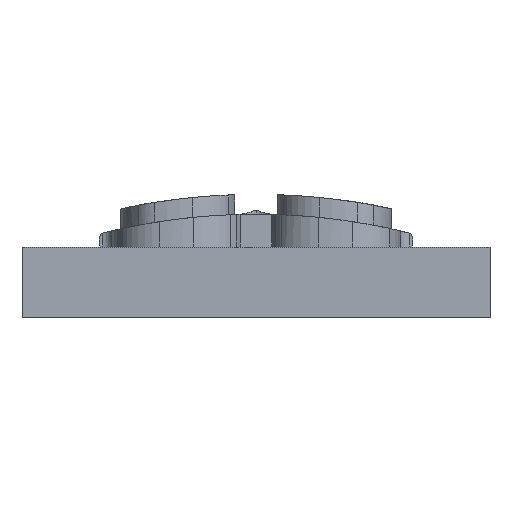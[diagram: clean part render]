
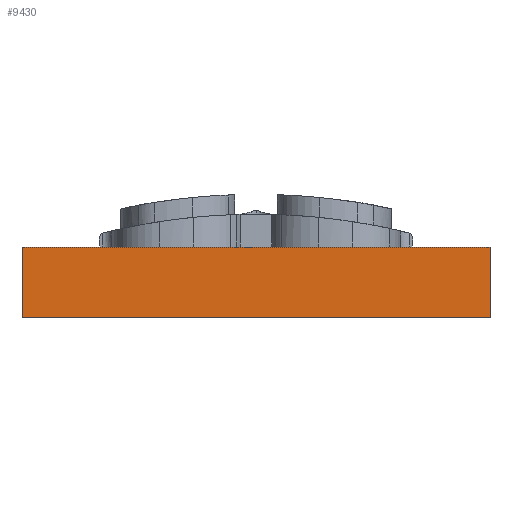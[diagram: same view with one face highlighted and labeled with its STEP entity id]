
A CAD part, front view. The second image highlights one B-rep face of the part: STEP entity #9430.
In plain terms, the highlighted planar face has unit normal (0, -1, 0).
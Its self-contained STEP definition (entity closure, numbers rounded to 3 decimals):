
#739 = EDGE_LOOP ( 'NONE', ( #10276, #13444, #1573, #12369 ) ) ;
#880 = DIRECTION ( 'NONE',  ( 0., 0., 1. ) ) ;
#1255 = CARTESIAN_POINT ( 'NONE',  ( 100., -69.24, -58.012 ) ) ;
#1277 = VERTEX_POINT ( 'NONE', #13573 ) ;
#1573 = ORIENTED_EDGE ( 'NONE', *, *, #8830, .F. ) ;
#1728 = DIRECTION ( 'NONE',  ( 0., 1., 0. ) ) ;
#1801 = CARTESIAN_POINT ( 'NONE',  ( -100., -69.24, -28.012 ) ) ;
#1958 = LINE ( 'NONE', #12944, #2141 ) ;
#2141 = VECTOR ( 'NONE', #3056, 1000. ) ;
#3056 = DIRECTION ( 'NONE',  ( -1., 0., 0. ) ) ;
#4072 = EDGE_CURVE ( 'NONE', #7732, #14005, #8564, .T. ) ;
#4146 = LINE ( 'NONE', #9728, #11865 ) ;
#4156 = CARTESIAN_POINT ( 'NONE',  ( -100., -69.24, -58.012 ) ) ;
#4321 = CARTESIAN_POINT ( 'NONE',  ( -100., -69.24, -58.012 ) ) ;
#5325 = VECTOR ( 'NONE', #880, 1000. ) ;
#6818 = LINE ( 'NONE', #1255, #8463 ) ;
#7346 = CARTESIAN_POINT ( 'NONE',  ( 100., -69.24, -58.012 ) ) ;
#7732 = VERTEX_POINT ( 'NONE', #4156 ) ;
#8463 = VECTOR ( 'NONE', #10137, 1000. ) ;
#8564 = LINE ( 'NONE', #4321, #5325 ) ;
#8830 = EDGE_CURVE ( 'NONE', #10413, #7732, #6818, .T. ) ;
#9233 = CARTESIAN_POINT ( 'NONE',  ( 100., -69.24, -58.012 ) ) ;
#9430 = ADVANCED_FACE ( 'NONE', ( #12497 ), #11199, .F. ) ;
#9728 = CARTESIAN_POINT ( 'NONE',  ( 100., -69.24, -58.012 ) ) ;
#10137 = DIRECTION ( 'NONE',  ( -1., 0., 0. ) ) ;
#10276 = ORIENTED_EDGE ( 'NONE', *, *, #14394, .T. ) ;
#10413 = VERTEX_POINT ( 'NONE', #7346 ) ;
#11199 = PLANE ( 'NONE',  #12613 ) ;
#11865 = VECTOR ( 'NONE', #14309, 1000. ) ;
#12369 = ORIENTED_EDGE ( 'NONE', *, *, #13381, .T. ) ;
#12497 = FACE_OUTER_BOUND ( 'NONE', #739, .T. ) ;
#12613 = AXIS2_PLACEMENT_3D ( 'NONE', #9233, #1728, #13944 ) ;
#12944 = CARTESIAN_POINT ( 'NONE',  ( 100., -69.24, -28.012 ) ) ;
#13381 = EDGE_CURVE ( 'NONE', #10413, #1277, #4146, .T. ) ;
#13444 = ORIENTED_EDGE ( 'NONE', *, *, #4072, .F. ) ;
#13573 = CARTESIAN_POINT ( 'NONE',  ( 100., -69.24, -28.012 ) ) ;
#13944 = DIRECTION ( 'NONE',  ( 0., 0., 1. ) ) ;
#14005 = VERTEX_POINT ( 'NONE', #1801 ) ;
#14309 = DIRECTION ( 'NONE',  ( 0., 0., 1. ) ) ;
#14394 = EDGE_CURVE ( 'NONE', #1277, #14005, #1958, .T. ) ;
